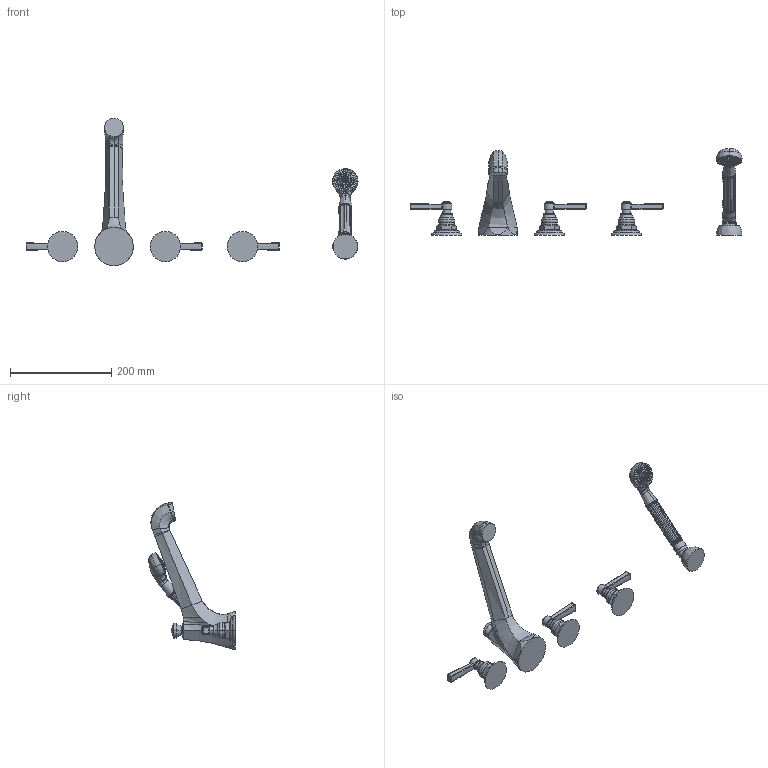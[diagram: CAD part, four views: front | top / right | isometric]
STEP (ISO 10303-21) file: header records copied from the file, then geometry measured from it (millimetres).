
FILE_DESCRIPTION((''),'2;1');
FILE_NAME('3-917','2021-03-16T13:54:25',('jinson.thomas'),(''),'CREO PARAMETRIC BY PTC INC, 2018400','CREO PARAMETRIC BY PTC INC, 2018400','');
FILE_SCHEMA(('CONFIG_CONTROL_DESIGN'));
Length unit declared in the file: inch
Products named in the file (1): 3-917
Bounding box: 656.41 x 171.14 x 291.69 mm (x, y, z)
Volume: 880460 mm3; surface area: 124093.9 mm2
Topology: 6 solids, 6 shells, 785 faces, 1841 edges, 1089 vertices
Faces by surface type: bspline 279, cylinder 200, plane 120, torus 94, cone 78, sphere 14
Entity records: 35846 total; most frequent: CARTESIAN_POINT 20427, ORIENTED_EDGE 3674, DIRECTION 2349, EDGE_CURVE 1837, VERTEX_POINT 1089, AXIS2_PLACEMENT_3D 992, B_SPLINE_CURVE_WITH_KNOTS 986, EDGE_LOOP 860
